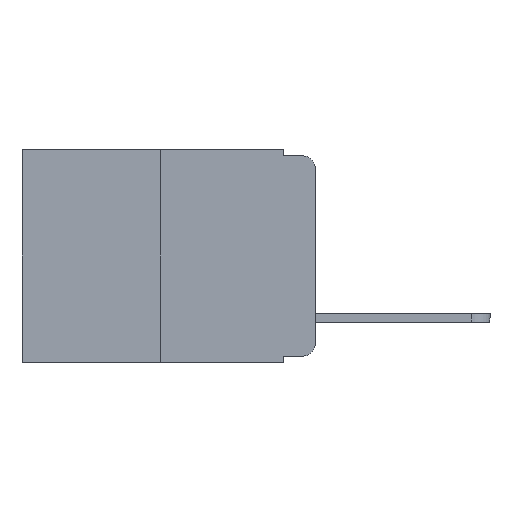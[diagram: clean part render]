
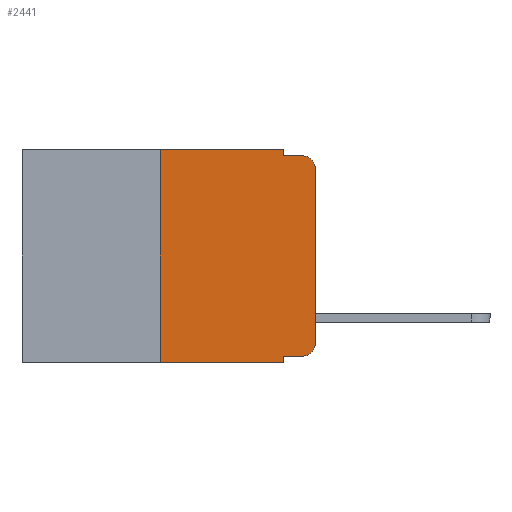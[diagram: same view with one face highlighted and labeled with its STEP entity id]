
A CAD part, left-side view. The second image highlights one B-rep face of the part: STEP entity #2441.
In plain terms, the highlighted planar face has unit normal (-1, 0, 0).
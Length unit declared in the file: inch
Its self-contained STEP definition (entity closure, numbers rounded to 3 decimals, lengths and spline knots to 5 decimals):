
#215 = VERTEX_POINT ( 'NONE', #3632 ) ;
#287 = ORIENTED_EDGE ( 'NONE', *, *, #4389, .T. ) ;
#432 = EDGE_CURVE ( 'NONE', #3245, #9356, #3092, .T. ) ;
#468 = VECTOR ( 'NONE', #10121, 39.37008 ) ;
#564 = LINE ( 'NONE', #10564, #4697 ) ;
#843 = LINE ( 'NONE', #1852, #4959 ) ;
#910 = VECTOR ( 'NONE', #1863, 39.37008 ) ;
#1057 = ORIENTED_EDGE ( 'NONE', *, *, #10194, .T. ) ;
#1270 = CARTESIAN_POINT ( 'NONE',  ( 0., 0.02, -0.03 ) ) ;
#1372 = CARTESIAN_POINT ( 'NONE',  ( 0., 0.02, -0.333 ) ) ;
#1446 = PLANE ( 'NONE',  #1991 ) ;
#1453 = CARTESIAN_POINT ( 'NONE',  ( 0., 0., 0. ) ) ;
#1492 = DIRECTION ( 'NONE',  ( 0., 0., 1. ) ) ;
#1852 = CARTESIAN_POINT ( 'NONE',  ( 0., 0.051, 0. ) ) ;
#1863 = DIRECTION ( 'NONE',  ( 0., -1., 0. ) ) ;
#1901 = VERTEX_POINT ( 'NONE', #6821 ) ;
#1942 = CARTESIAN_POINT ( 'NONE',  ( 0., 0.051, -0.343 ) ) ;
#1991 = AXIS2_PLACEMENT_3D ( 'NONE', #8809, #7212, #2267 ) ;
#2104 = DIRECTION ( 'NONE',  ( 0., 0., -1. ) ) ;
#2118 = CARTESIAN_POINT ( 'NONE',  ( 0., 0.02, -0.01 ) ) ;
#2145 = LINE ( 'NONE', #2563, #4093 ) ;
#2267 = DIRECTION ( 'NONE',  ( 0., 0., -1. ) ) ;
#2441 = ADVANCED_FACE ( 'NONE', ( #5774 ), #1446, .F. ) ;
#2514 = DIRECTION ( 'NONE',  ( -1., 0., 0. ) ) ;
#2563 = CARTESIAN_POINT ( 'NONE',  ( 0., 0.473, 0. ) ) ;
#2628 = DIRECTION ( 'NONE',  ( 0., 0., -1. ) ) ;
#2714 = EDGE_CURVE ( 'NONE', #3245, #215, #9969, .T. ) ;
#3026 = CARTESIAN_POINT ( 'NONE',  ( 0., 0., -0.03 ) ) ;
#3027 = CARTESIAN_POINT ( 'NONE',  ( 0., 0.051, -0.333 ) ) ;
#3092 = LINE ( 'NONE', #6046, #910 ) ;
#3132 = EDGE_CURVE ( 'NONE', #8976, #1901, #8824, .T. ) ;
#3245 = VERTEX_POINT ( 'NONE', #5103 ) ;
#3350 = EDGE_CURVE ( 'NONE', #8231, #3459, #9442, .T. ) ;
#3459 = VERTEX_POINT ( 'NONE', #2118 ) ;
#3523 = ORIENTED_EDGE ( 'NONE', *, *, #9193, .F. ) ;
#3530 = ORIENTED_EDGE ( 'NONE', *, *, #4128, .T. ) ;
#3592 = DIRECTION ( 'NONE',  ( 0., 0., 1. ) ) ;
#3632 = CARTESIAN_POINT ( 'NONE',  ( 0., 0.25, 0. ) ) ;
#3728 = EDGE_LOOP ( 'NONE', ( #1057, #3530, #4042, #4678, #3523, #7001, #3899, #8258, #287, #6102 ) ) ;
#3798 = VECTOR ( 'NONE', #2628, 39.37008 ) ;
#3899 = ORIENTED_EDGE ( 'NONE', *, *, #432, .T. ) ;
#3972 = EDGE_CURVE ( 'NONE', #10549, #8231, #843, .T. ) ;
#4042 = ORIENTED_EDGE ( 'NONE', *, *, #3350, .F. ) ;
#4093 = VECTOR ( 'NONE', #6677, 39.37008 ) ;
#4128 = EDGE_CURVE ( 'NONE', #5420, #3459, #10174, .T. ) ;
#4226 = VERTEX_POINT ( 'NONE', #3027 ) ;
#4389 = EDGE_CURVE ( 'NONE', #4226, #8976, #564, .T. ) ;
#4678 = ORIENTED_EDGE ( 'NONE', *, *, #3972, .F. ) ;
#4697 = VECTOR ( 'NONE', #8179, 39.37008 ) ;
#4959 = VECTOR ( 'NONE', #5122, 39.37008 ) ;
#5103 = CARTESIAN_POINT ( 'NONE',  ( 0., 0.25, -0.343 ) ) ;
#5122 = DIRECTION ( 'NONE',  ( 0., 0., -1. ) ) ;
#5149 = EDGE_CURVE ( 'NONE', #4226, #9356, #10027, .T. ) ;
#5221 = CARTESIAN_POINT ( 'NONE',  ( 0., 0.25, 0. ) ) ;
#5239 = CARTESIAN_POINT ( 'NONE',  ( 0., 0.051, -0.01 ) ) ;
#5301 = CARTESIAN_POINT ( 'NONE',  ( 0., 0.051, -0.01 ) ) ;
#5367 = VECTOR ( 'NONE', #3592, 39.37008 ) ;
#5420 = VERTEX_POINT ( 'NONE', #3026 ) ;
#5774 = FACE_OUTER_BOUND ( 'NONE', #3728, .T. ) ;
#6046 = CARTESIAN_POINT ( 'NONE',  ( 0., 0.473, -0.343 ) ) ;
#6102 = ORIENTED_EDGE ( 'NONE', *, *, #3132, .T. ) ;
#6677 = DIRECTION ( 'NONE',  ( 0., -1., 0. ) ) ;
#6821 = CARTESIAN_POINT ( 'NONE',  ( 0., 0., -0.313 ) ) ;
#7001 = ORIENTED_EDGE ( 'NONE', *, *, #2714, .F. ) ;
#7041 = DIRECTION ( 'NONE',  ( -1., 0., 0. ) ) ;
#7212 = DIRECTION ( 'NONE',  ( 1., 0., 0. ) ) ;
#7455 = CARTESIAN_POINT ( 'NONE',  ( 0., 0.02, -0.313 ) ) ;
#7557 = CARTESIAN_POINT ( 'NONE',  ( 0., 0.051, 0. ) ) ;
#7653 = AXIS2_PLACEMENT_3D ( 'NONE', #7455, #2514, #8273 ) ;
#8179 = DIRECTION ( 'NONE',  ( 0., -1., 0. ) ) ;
#8231 = VERTEX_POINT ( 'NONE', #5301 ) ;
#8258 = ORIENTED_EDGE ( 'NONE', *, *, #5149, .F. ) ;
#8273 = DIRECTION ( 'NONE',  ( 0., 0., -1. ) ) ;
#8296 = VECTOR ( 'NONE', #1492, 39.37008 ) ;
#8550 = LINE ( 'NONE', #1453, #8296 ) ;
#8684 = AXIS2_PLACEMENT_3D ( 'NONE', #1270, #7041, #2104 ) ;
#8809 = CARTESIAN_POINT ( 'NONE',  ( 0., 0.473, 0. ) ) ;
#8824 = CIRCLE ( 'NONE', #7653, 0.02 ) ;
#8976 = VERTEX_POINT ( 'NONE', #1372 ) ;
#9193 = EDGE_CURVE ( 'NONE', #215, #10549, #2145, .T. ) ;
#9356 = VERTEX_POINT ( 'NONE', #1942 ) ;
#9442 = LINE ( 'NONE', #5239, #468 ) ;
#9969 = LINE ( 'NONE', #5221, #5367 ) ;
#10027 = LINE ( 'NONE', #7557, #3798 ) ;
#10102 = CARTESIAN_POINT ( 'NONE',  ( 0., 0.051, 0. ) ) ;
#10121 = DIRECTION ( 'NONE',  ( 0., -1., 0. ) ) ;
#10174 = CIRCLE ( 'NONE', #8684, 0.02 ) ;
#10194 = EDGE_CURVE ( 'NONE', #1901, #5420, #8550, .T. ) ;
#10549 = VERTEX_POINT ( 'NONE', #10102 ) ;
#10564 = CARTESIAN_POINT ( 'NONE',  ( 0., 0.051, -0.333 ) ) ;
